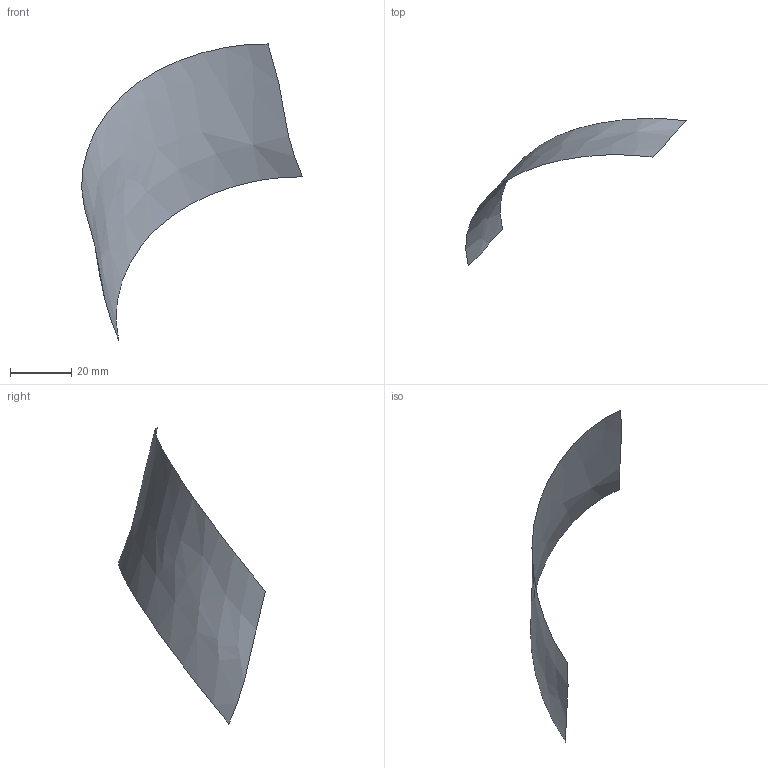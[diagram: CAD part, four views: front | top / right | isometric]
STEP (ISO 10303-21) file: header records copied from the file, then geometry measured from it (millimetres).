
FILE_DESCRIPTION(('Open CASCADE Model'),'2;1');
FILE_NAME('Open CASCADE Shape Model','2024-06-06T13:30:04',('Author'),( 'Open CASCADE'),'Open CASCADE STEP processor 7.4','Open CASCADE 7.4' ,'Unknown');
FILE_SCHEMA(('AUTOMOTIVE_DESIGN { 1 0 10303 214 1 1 1 1 }'));
Length unit declared in the file: millimetre
Products named in the file (6): Open CASCADE STEP translator 7.4 1; Open CASCADE STEP translator 7.4 1.1; Open CASCADE STEP translator 7.4 1.2; Open CASCADE STEP translator 7.4 1.3; Open CASCADE STEP translator 7.4 1.4; Open CASCADE STEP translator 7.4 2
Assembly tree (4 placements, depth 2):
  Open CASCADE STEP translator 7.4 1
    Open CASCADE STEP translator 7.4 1.1
    Open CASCADE STEP translator 7.4 1.2
    Open CASCADE STEP translator 7.4 1.3
    Open CASCADE STEP translator 7.4 1.4
  Open CASCADE STEP translator 7.4 2
Bounding box: 72.16 x 48.02 x 96.81 mm (x, y, z)
Surface area: 4402.1 mm2 (no closed solid volume)
Topology: 0 solids, 1 shells, 1 faces, 8 edges, 12 vertices
Faces by surface type: bspline 1
Entity records: 250 total; most frequent: CARTESIAN_POINT 99, DIRECTION 14, PRODUCT_DEFINITION_SHAPE 10, B_SPLINE_CURVE_WITH_KNOTS 8, SHAPE_DEFINITION_REPRESENTATION 6, PRODUCT_DEFINITION 6, PRODUCT_DEFINITION_FORMATION 6, PRODUCT 6
